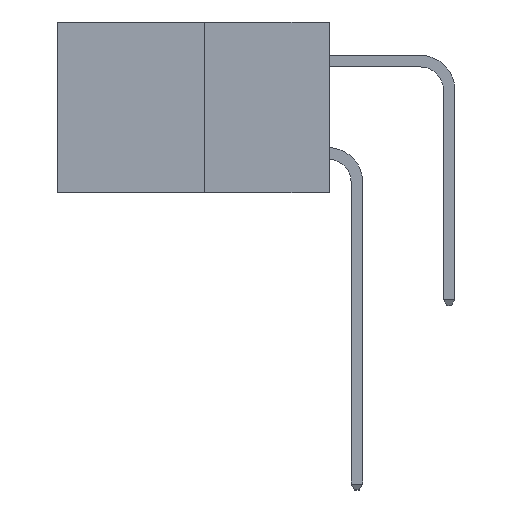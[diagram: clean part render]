
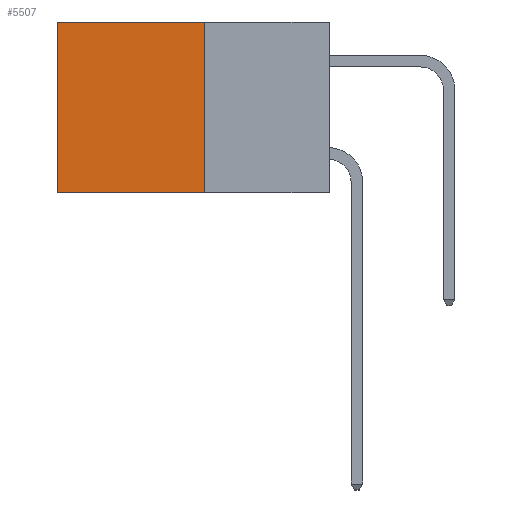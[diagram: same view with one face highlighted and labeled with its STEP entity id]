
A CAD part, left-side view. The second image highlights one B-rep face of the part: STEP entity #5507.
In plain terms, the highlighted planar face has unit normal (-1, 0, 0).
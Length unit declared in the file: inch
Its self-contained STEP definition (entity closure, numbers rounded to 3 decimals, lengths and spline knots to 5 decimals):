
#407 = DIRECTION ( 'NONE',  ( 0., 0., -1. ) ) ;
#784 = EDGE_CURVE ( 'NONE', #3723, #5329, #4964, .T. ) ;
#909 = VECTOR ( 'NONE', #9331, 39.37008 ) ;
#1383 = CARTESIAN_POINT ( 'NONE',  ( 0.277, 0.59, -0.37 ) ) ;
#1532 = ORIENTED_EDGE ( 'NONE', *, *, #4446, .T. ) ;
#1634 = ORIENTED_EDGE ( 'NONE', *, *, #784, .F. ) ;
#1885 = ORIENTED_EDGE ( 'NONE', *, *, #8194, .F. ) ;
#2261 = ORIENTED_EDGE ( 'NONE', *, *, #4121, .T. ) ;
#3008 = CARTESIAN_POINT ( 'NONE',  ( 0.277, 0.27, 0. ) ) ;
#3567 = AXIS2_PLACEMENT_3D ( 'NONE', #12230, #11488, #11477 ) ;
#3723 = VERTEX_POINT ( 'NONE', #3008 ) ;
#4121 = EDGE_CURVE ( 'NONE', #6836, #12799, #9740, .T. ) ;
#4446 = EDGE_CURVE ( 'NONE', #3723, #6836, #6290, .T. ) ;
#4732 = CARTESIAN_POINT ( 'NONE',  ( 0.277, 0.59, -0.37 ) ) ;
#4964 = LINE ( 'NONE', #12499, #9956 ) ;
#5075 = VECTOR ( 'NONE', #12746, 39.37008 ) ;
#5283 = FACE_OUTER_BOUND ( 'NONE', #8179, .T. ) ;
#5329 = VERTEX_POINT ( 'NONE', #12857 ) ;
#5395 = LINE ( 'NONE', #12706, #5075 ) ;
#5507 = ADVANCED_FACE ( 'NONE', ( #5283 ), #11489, .F. ) ;
#6290 = LINE ( 'NONE', #9751, #909 ) ;
#6836 = VERTEX_POINT ( 'NONE', #11057 ) ;
#7094 = VECTOR ( 'NONE', #407, 39.37008 ) ;
#8179 = EDGE_LOOP ( 'NONE', ( #2261, #1885, #1634, #1532 ) ) ;
#8194 = EDGE_CURVE ( 'NONE', #5329, #12799, #5395, .T. ) ;
#9331 = DIRECTION ( 'NONE',  ( 0., 1., 0. ) ) ;
#9566 = DIRECTION ( 'NONE',  ( 0., 0., -1. ) ) ;
#9740 = LINE ( 'NONE', #4732, #7094 ) ;
#9751 = CARTESIAN_POINT ( 'NONE',  ( 0.277, 0.27, 0. ) ) ;
#9956 = VECTOR ( 'NONE', #9566, 39.37008 ) ;
#11057 = CARTESIAN_POINT ( 'NONE',  ( 0.277, 0.59, 0. ) ) ;
#11477 = DIRECTION ( 'NONE',  ( 0., 0., -1. ) ) ;
#11488 = DIRECTION ( 'NONE',  ( 1., 0., 0. ) ) ;
#11489 = PLANE ( 'NONE',  #3567 ) ;
#12230 = CARTESIAN_POINT ( 'NONE',  ( 0.277, 0.27, -0.37 ) ) ;
#12499 = CARTESIAN_POINT ( 'NONE',  ( 0.277, 0.27, -0.37 ) ) ;
#12706 = CARTESIAN_POINT ( 'NONE',  ( 0.277, 0.27, -0.37 ) ) ;
#12746 = DIRECTION ( 'NONE',  ( 0., 1., 0. ) ) ;
#12799 = VERTEX_POINT ( 'NONE', #1383 ) ;
#12857 = CARTESIAN_POINT ( 'NONE',  ( 0.277, 0.27, -0.37 ) ) ;
